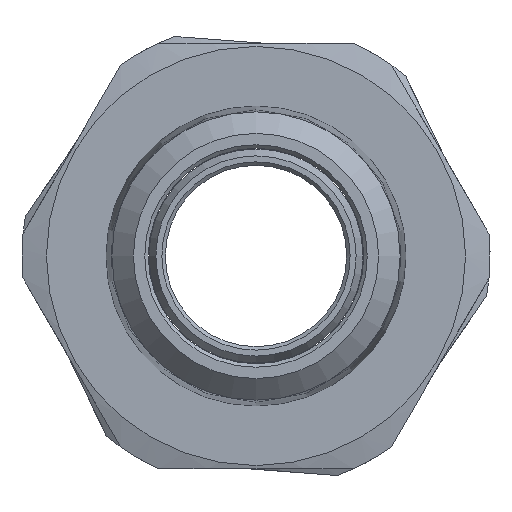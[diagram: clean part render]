
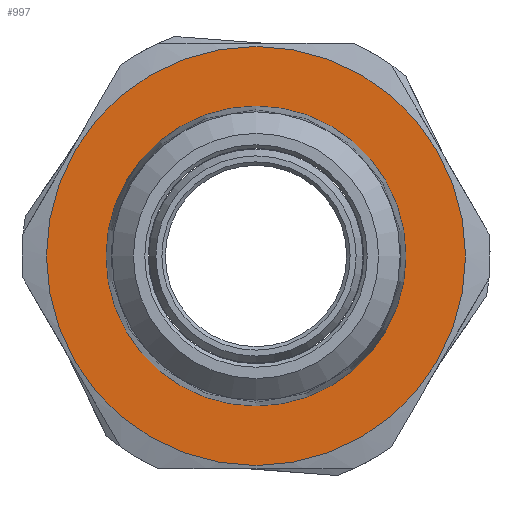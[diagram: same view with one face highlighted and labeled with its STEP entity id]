
A CAD part, left-side view. The second image highlights one B-rep face of the part: STEP entity #997.
In plain terms, the highlighted planar face has unit normal (-1, 0, 0).
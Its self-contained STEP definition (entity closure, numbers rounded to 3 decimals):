
#133 = EDGE_CURVE ( 'NONE', #210, #210, #2251, .T. ) ;
#210 = VERTEX_POINT ( 'NONE', #2432 ) ;
#225 = FACE_OUTER_BOUND ( 'NONE', #1199, .T. ) ;
#270 = CARTESIAN_POINT ( 'NONE',  ( 30.3, 0., 10.75 ) ) ;
#289 = CARTESIAN_POINT ( 'NONE',  ( 30.3, 0., 0. ) ) ;
#496 = DIRECTION ( 'NONE',  ( 1., 0., 0. ) ) ;
#504 = AXIS2_PLACEMENT_3D ( 'NONE', #742, #1735, #2353 ) ;
#576 = ORIENTED_EDGE ( 'NONE', *, *, #2282, .F. ) ;
#678 = CIRCLE ( 'NONE', #2175, 10.75 ) ;
#688 = FACE_BOUND ( 'NONE', #919, .T. ) ;
#742 = CARTESIAN_POINT ( 'NONE',  ( 30.3, 0., 0. ) ) ;
#877 = PLANE ( 'NONE',  #1459 ) ;
#919 = EDGE_LOOP ( 'NONE', ( #576 ) ) ;
#997 = ADVANCED_FACE ( 'NONE', ( #688, #225 ), #877, .F. ) ;
#1199 = EDGE_LOOP ( 'NONE', ( #2181 ) ) ;
#1459 = AXIS2_PLACEMENT_3D ( 'NONE', #2240, #496, #2266 ) ;
#1735 = DIRECTION ( 'NONE',  ( 1., 0., 0. ) ) ;
#1770 = DIRECTION ( 'NONE',  ( 0., 0., 1. ) ) ;
#1823 = VERTEX_POINT ( 'NONE', #270 ) ;
#2059 = DIRECTION ( 'NONE',  ( -1., 0., 0. ) ) ;
#2175 = AXIS2_PLACEMENT_3D ( 'NONE', #289, #2059, #1770 ) ;
#2181 = ORIENTED_EDGE ( 'NONE', *, *, #133, .F. ) ;
#2240 = CARTESIAN_POINT ( 'NONE',  ( 30.3, 10.75, 0. ) ) ;
#2251 = CIRCLE ( 'NONE', #504, 15.018 ) ;
#2266 = DIRECTION ( 'NONE',  ( 0., 0., -1. ) ) ;
#2282 = EDGE_CURVE ( 'NONE', #1823, #1823, #678, .T. ) ;
#2353 = DIRECTION ( 'NONE',  ( 0., 0., -1. ) ) ;
#2432 = CARTESIAN_POINT ( 'NONE',  ( 30.3, 0., -15.018 ) ) ;
